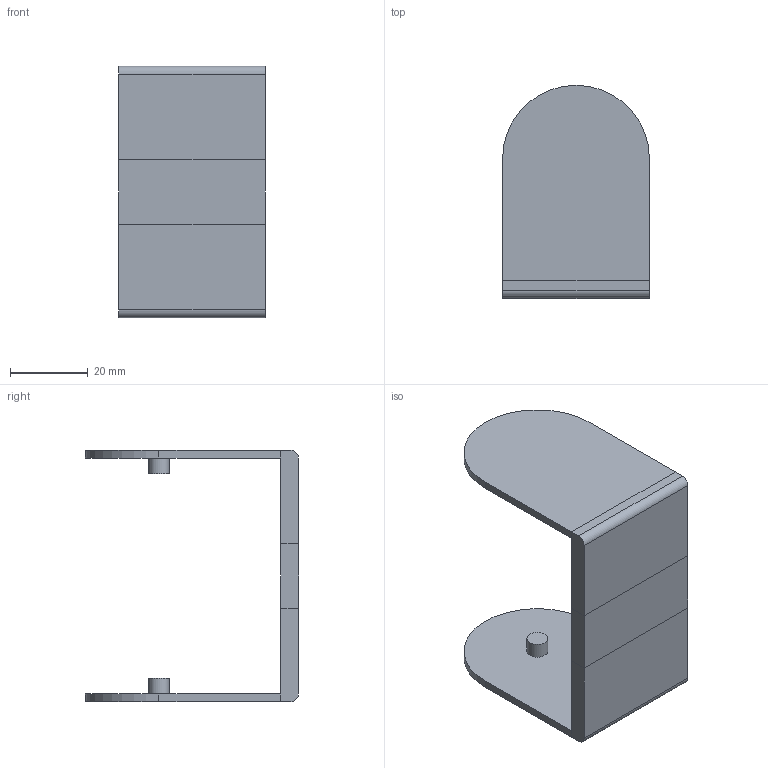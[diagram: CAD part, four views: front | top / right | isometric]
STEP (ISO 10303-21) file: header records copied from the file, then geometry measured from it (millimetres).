
FILE_DESCRIPTION(/* description */ (''),/* implementation_level */ '2;1');
FILE_NAME(/* name */ 'Rondelhalter_3er',/* time_stamp */ '2024-11-17T11:29:55+01:00',/* author */ (''),/* organization */ (''),/* preprocessor_version */ 'ST-DEVELOPER v19.2',/* originating_system */ 'Rhino 8.13',/* authorisation */ '');
FILE_SCHEMA (('CONFIG_CONTROL_DESIGN'));
Length unit declared in the file: millimetre
Products named in the file (1): Document
Bounding box: 37.73 x 54.75 x 64.61 mm (x, y, z)
Volume: 17060.7 mm3; surface area: 14280.7 mm2
Topology: 1 solids, 1 shells, 64 faces, 134 edges, 76 vertices
Faces by surface type: plane 34, cylinder 18, bspline 12
Full cylindrical faces by diameter (mm): 5.338 x2
Entity records: 1878 total; most frequent: CARTESIAN_POINT 666, ORIENTED_EDGE 268, DIRECTION 136, EDGE_CURVE 134, AXIS2_PLACEMENT_3D 94, B_SPLINE_CURVE_WITH_KNOTS 90, VERTEX_POINT 76, EDGE_LOOP 68
